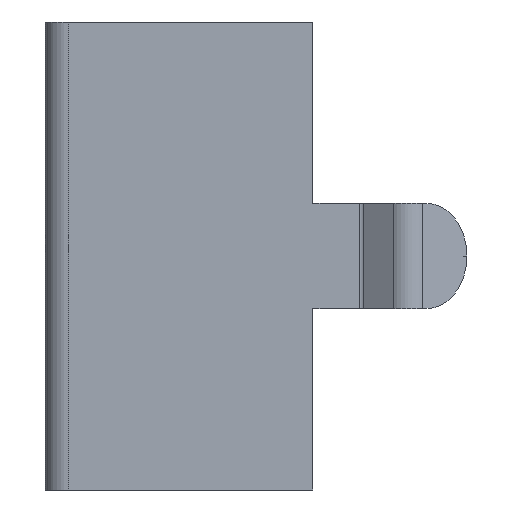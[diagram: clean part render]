
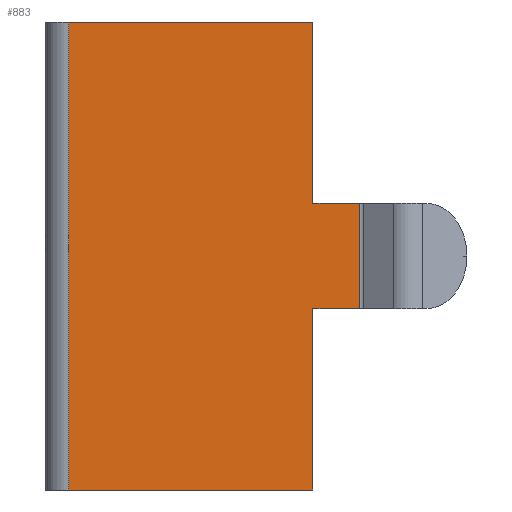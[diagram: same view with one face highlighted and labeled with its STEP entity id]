
A CAD part, left-side view. The second image highlights one B-rep face of the part: STEP entity #883.
In plain terms, the highlighted planar face has unit normal (-1, 0, 0).
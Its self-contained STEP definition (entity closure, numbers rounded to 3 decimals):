
#50 = VERTEX_POINT ( 'NONE', #2658 ) ;
#65 = CARTESIAN_POINT ( 'NONE',  ( -12.5, 2.3, 3.495 ) ) ;
#122 = CARTESIAN_POINT ( 'NONE',  ( -12.5, 1.603, -0.785 ) ) ;
#134 = ORIENTED_EDGE ( 'NONE', *, *, #670, .F. ) ;
#136 = EDGE_CURVE ( 'NONE', #367, #2733, #1231, .T. ) ;
#148 = LINE ( 'NONE', #2083, #391 ) ;
#249 = CARTESIAN_POINT ( 'NONE',  ( -12.5, 5.95, 3.495 ) ) ;
#283 = DIRECTION ( 'NONE',  ( 0., -1., 0. ) ) ;
#303 = VECTOR ( 'NONE', #2128, 1000. ) ;
#336 = CARTESIAN_POINT ( 'NONE',  ( -12.5, 5.95, 3.495 ) ) ;
#337 = AXIS2_PLACEMENT_3D ( 'NONE', #1266, #583, #1507 ) ;
#367 = VERTEX_POINT ( 'NONE', #249 ) ;
#391 = VECTOR ( 'NONE', #3030, 1000. ) ;
#531 = VECTOR ( 'NONE', #2988, 1000. ) ;
#583 = DIRECTION ( 'NONE',  ( -1., 0., 0. ) ) ;
#622 = VERTEX_POINT ( 'NONE', #1755 ) ;
#648 = VERTEX_POINT ( 'NONE', #122 ) ;
#670 = EDGE_CURVE ( 'NONE', #622, #648, #2834, .T. ) ;
#744 = CARTESIAN_POINT ( 'NONE',  ( -12.5, 2.3, 0.785 ) ) ;
#792 = DIRECTION ( 'NONE',  ( 0., 0., 1. ) ) ;
#864 = VECTOR ( 'NONE', #2163, 1000. ) ;
#870 = ORIENTED_EDGE ( 'NONE', *, *, #2001, .F. ) ;
#883 = ADVANCED_FACE ( 'NONE', ( #1282 ), #2183, .T. ) ;
#884 = CARTESIAN_POINT ( 'NONE',  ( -12.5, 2.3, 3.495 ) ) ;
#1025 = VERTEX_POINT ( 'NONE', #744 ) ;
#1159 = LINE ( 'NONE', #65, #1913 ) ;
#1171 = ORIENTED_EDGE ( 'NONE', *, *, #2936, .T. ) ;
#1231 = LINE ( 'NONE', #336, #531 ) ;
#1240 = LINE ( 'NONE', #2403, #864 ) ;
#1266 = CARTESIAN_POINT ( 'NONE',  ( -12.5, 6.3, 3.495 ) ) ;
#1282 = FACE_OUTER_BOUND ( 'NONE', #2956, .T. ) ;
#1303 = ORIENTED_EDGE ( 'NONE', *, *, #1329, .T. ) ;
#1329 = EDGE_CURVE ( 'NONE', #1025, #50, #1878, .T. ) ;
#1435 = VERTEX_POINT ( 'NONE', #2525 ) ;
#1443 = ORIENTED_EDGE ( 'NONE', *, *, #2630, .T. ) ;
#1480 = VECTOR ( 'NONE', #283, 1000. ) ;
#1507 = DIRECTION ( 'NONE',  ( 0., 0., -1. ) ) ;
#1520 = ORIENTED_EDGE ( 'NONE', *, *, #2795, .T. ) ;
#1614 = ORIENTED_EDGE ( 'NONE', *, *, #136, .T. ) ;
#1636 = VECTOR ( 'NONE', #2478, 1000. ) ;
#1672 = CARTESIAN_POINT ( 'NONE',  ( -12.5, 6.3, -3.495 ) ) ;
#1755 = CARTESIAN_POINT ( 'NONE',  ( -12.5, 1.603, 0.785 ) ) ;
#1878 = LINE ( 'NONE', #884, #1636 ) ;
#1904 = CARTESIAN_POINT ( 'NONE',  ( -12.5, 6.3, 3.495 ) ) ;
#1913 = VECTOR ( 'NONE', #792, 1000. ) ;
#1989 = ORIENTED_EDGE ( 'NONE', *, *, #2427, .T. ) ;
#2001 = EDGE_CURVE ( 'NONE', #367, #50, #2091, .T. ) ;
#2007 = CARTESIAN_POINT ( 'NONE',  ( -12.5, 1.603, 3.495 ) ) ;
#2083 = CARTESIAN_POINT ( 'NONE',  ( -12.5, 6.3, 0.785 ) ) ;
#2091 = LINE ( 'NONE', #1904, #1480 ) ;
#2109 = VECTOR ( 'NONE', #2227, 1000. ) ;
#2128 = DIRECTION ( 'NONE',  ( 0., -1., 0. ) ) ;
#2163 = DIRECTION ( 'NONE',  ( 0., -1., 0. ) ) ;
#2183 = PLANE ( 'NONE',  #337 ) ;
#2221 = CARTESIAN_POINT ( 'NONE',  ( -12.5, 5.95, -3.495 ) ) ;
#2227 = DIRECTION ( 'NONE',  ( 0., 0., -1. ) ) ;
#2403 = CARTESIAN_POINT ( 'NONE',  ( -12.5, 6.3, -0.785 ) ) ;
#2427 = EDGE_CURVE ( 'NONE', #622, #1025, #148, .T. ) ;
#2478 = DIRECTION ( 'NONE',  ( 0., 0., 1. ) ) ;
#2525 = CARTESIAN_POINT ( 'NONE',  ( -12.5, 2.3, -3.495 ) ) ;
#2630 = EDGE_CURVE ( 'NONE', #2672, #648, #1240, .T. ) ;
#2634 = LINE ( 'NONE', #1672, #303 ) ;
#2658 = CARTESIAN_POINT ( 'NONE',  ( -12.5, 2.3, 3.495 ) ) ;
#2672 = VERTEX_POINT ( 'NONE', #2680 ) ;
#2680 = CARTESIAN_POINT ( 'NONE',  ( -12.5, 2.3, -0.785 ) ) ;
#2733 = VERTEX_POINT ( 'NONE', #2221 ) ;
#2795 = EDGE_CURVE ( 'NONE', #1435, #2672, #1159, .T. ) ;
#2834 = LINE ( 'NONE', #2007, #2109 ) ;
#2936 = EDGE_CURVE ( 'NONE', #2733, #1435, #2634, .T. ) ;
#2956 = EDGE_LOOP ( 'NONE', ( #1303, #870, #1614, #1171, #1520, #1443, #134, #1989 ) ) ;
#2988 = DIRECTION ( 'NONE',  ( 0., 0., -1. ) ) ;
#3030 = DIRECTION ( 'NONE',  ( 0., 1., 0. ) ) ;
